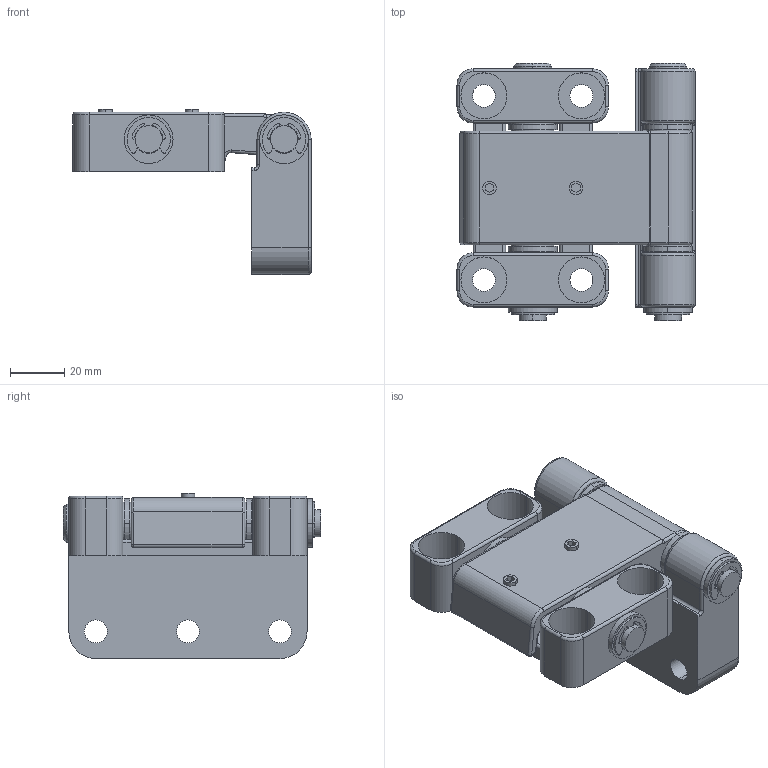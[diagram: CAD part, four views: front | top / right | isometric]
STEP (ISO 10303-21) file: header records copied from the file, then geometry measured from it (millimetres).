
FILE_DESCRIPTION (( 'STEP AP203' ), '1' );
FILE_NAME ('61540-B000_.STEP', '2023-12-28T06:11:01', ( '' ), ( '' ), 'SwSTEP 2.0', 'SolidWorks 2021', '' );
FILE_SCHEMA (( 'CONFIG_CONTROL_DESIGN' ));
Length unit declared in the file: millimetre
Products named in the file (10): 61540-B104_; 61540-B108_; 61540-B106__内径基準; 61540-B102_; 61540-B107__内径基準; 61540-B000_; 61540-B103_; 61540-B105__Assy—p; 61540-B109_; 61540-B101_
Assembly tree (25 placements, depth 2):
  61540-B000_
    61540-B101_
    61540-B102_
    61540-B103_
    61540-B104_  x2
    61540-B105__Assy—p  x8
    61540-B106__内径基準  x2
    61540-B107__内径基準  x2
    61540-B108_  x6
    61540-B109_  x2
Bounding box: 88 x 95 x 61 mm (x, y, z)
Volume: 162348.1 mm3; surface area: 72985.8 mm2
Topology: 25 solids, 25 shells, 520 faces, 1223 edges, 772 vertices
Faces by surface type: cylinder 281, plane 177, torus 50, bspline 6, cone 4, sphere 2
Entity records: 12579 total; most frequent: CARTESIAN_POINT 2100, DIRECTION 2076, ORIENTED_EDGE 1772, EDGE_CURVE 886, AXIS2_PLACEMENT_3D 821, VERTEX_POINT 550, CIRCLE 435, LINE 434
